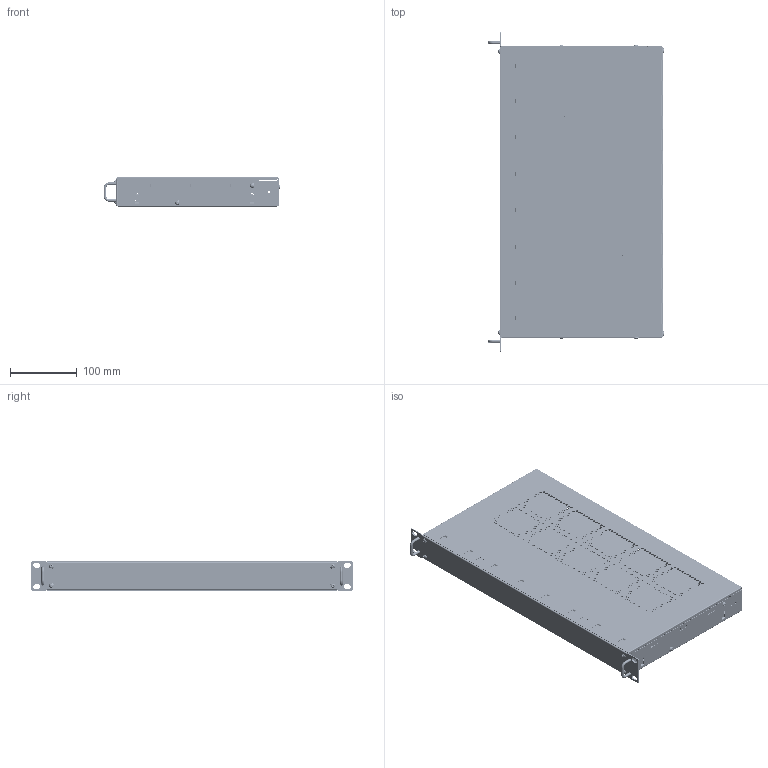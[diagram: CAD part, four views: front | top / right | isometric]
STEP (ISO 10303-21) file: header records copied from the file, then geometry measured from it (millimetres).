
FILE_DESCRIPTION(/* description */ ('Unknown'),/* implementation_level */ '2;1');
FILE_NAME(/* name */ 'Slimkit_Typ10 without feet',/* time_stamp */ '2016-08-18T11:25:42+02:00',/* author */ ('Unknown'),/* organization */ ('Unknown'),/* preprocessor_version */ 'ST-DEVELOPER v16.7',/* originating_system */ 'DEX',/* authorisation */ $);
FILE_SCHEMA (('AUTOMOTIVE_DESIGN {1 0 10303 214 3 1 1}'));
Products named in the file (15): Slimkit_Typ10 without feet; BV61425-002_Frontplatte_DCH000036663; D_10-461-00_Frontplatte_DCH000036675; 63K311_Befest_-Material_DCH000033890; 60-539_U-Griff_schwarz_DCH000002131; 5470-21_Senkschraube_DCH000017239.1; 10-930-50_Montageplatte_DCH000036588; 10-920-01_Deckblech_gelocht_DCH000036581; Deckblech_gelocht_DCH000036580; 10-91100-00_Bodenwanne_DCH000036571; 63K310_Befest_-Material_DCH000036569; 5477-01_Linsenschraube_DCH000035071.11; 10-911-00_Bodenblech_ungelocht_DCH000036538; Bodenwanne_ungelocht_DCH000036540; 10-901-00_Rueckwand_DCH000036500
Assembly tree (25 placements, depth 4):
  Slimkit_Typ10 without feet
    BV61425-002_Frontplatte_DCH000036663
      D_10-461-00_Frontplatte_DCH000036675
    63K311_Befest_-Material_DCH000033890  x2
      60-539_U-Griff_schwarz_DCH000002131
      5470-21_Senkschraube_DCH000017239.1
    10-930-50_Montageplatte_DCH000036588
    10-920-01_Deckblech_gelocht_DCH000036581
      Deckblech_gelocht_DCH000036580
    10-91100-00_Bodenwanne_DCH000036571
      63K310_Befest_-Material_DCH000036569
        5477-01_Linsenschraube_DCH000035071.11  x10
      10-911-00_Bodenblech_ungelocht_DCH000036538
        Bodenwanne_ungelocht_DCH000036540
    10-901-00_Rueckwand_DCH000036500
Bounding box: 264.71 x 482.6 x 43.6 mm (x, y, z)
Volume: 281218.1 mm3; surface area: 816051.8 mm2
Topology: 20 solids, 21 shells, 2638 faces, 7605 edges, 5042 vertices
Faces by surface type: cylinder 1316, plane 1032, cone 84, bspline 76, sphere 76, torus 54
Full cylindrical faces by diameter (mm): 1.948 x4, 2.2 x8, 2.5 x4, 2.75 x6, 3 x10, 3.4 x10, 3.6 x8, 4 x470, 4.1 x2, 4.25 x2, 4.7 x4, 7.5 x10
Entity records: 89432 total; most frequent: CARTESIAN_POINT 19978, DIRECTION 12452, ORIENTED_EDGE 12198, EDGE_CURVE 6099, AXIS2_PLACEMENT_3D 4583, VERTEX_POINT 4435, FACE_BOUND 4160, EDGE_LOOP 4158
